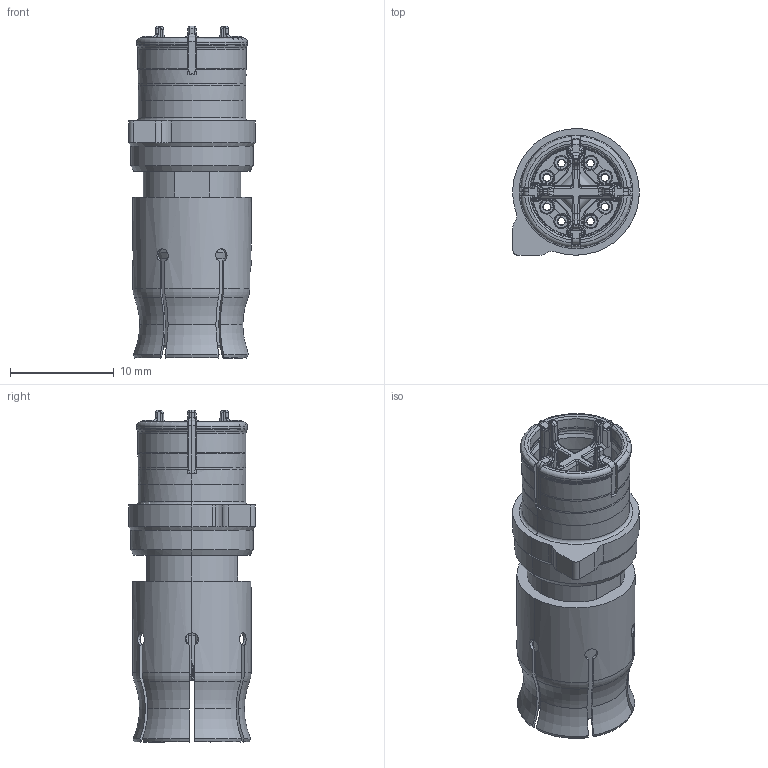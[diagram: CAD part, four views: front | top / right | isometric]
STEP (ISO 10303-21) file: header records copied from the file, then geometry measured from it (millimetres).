
FILE_DESCRIPTION(('CATIA V5 STEP Exchange','CAx-IF Rec.Pracs.--- Model Styling and Organization---1.4--- 2014-01-23'),'2;1');
FILE_NAME ('356120-3_1', '2019-03-27T11:31:57+00:00', ('none'), ('Weidmueller'), 'CATIA Version 5-6 Release 2016 SP3 HF44', 'CATIA V5 STEP AP214', 'none');
FILE_SCHEMA(('AUTOMOTIVE_DESIGN { 1 0 10303 214 1 1 1 1 }'));
Products named in the file (1): 2427910000
Bounding box: 12.2 x 12.19 x 32 mm (x, y, z)
Volume: 1584.9 mm3; surface area: 4786.7 mm2
Topology: 6 solids, 6 shells, 1596 faces, 4323 edges, 2734 vertices
Faces by surface type: cylinder 555, plane 514, bspline 176, torus 173, cone 170, sphere 8
Entity records: 55156 total; most frequent: CARTESIAN_POINT 18150, ORIENTED_EDGE 8630, DIRECTION 5790, EDGE_CURVE 4315, VERTEX_POINT 2734, AXIS2_PLACEMENT_3D 2446, VECTOR 1932, LINE 1932
